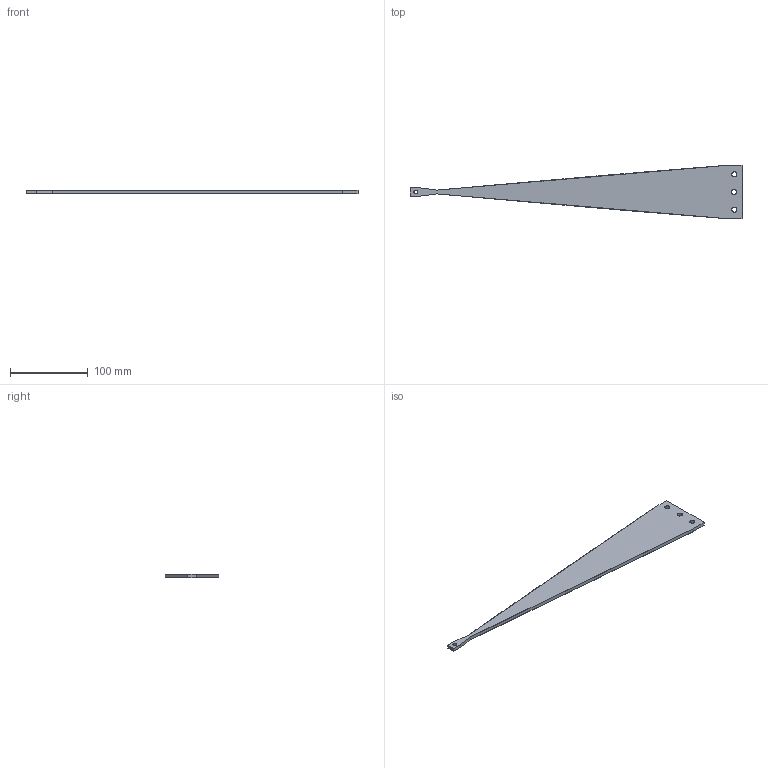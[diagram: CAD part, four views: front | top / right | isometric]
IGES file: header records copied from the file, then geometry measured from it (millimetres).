
Start section: SolidWorks IGES file using analytic representation for surfaces
Global section: file name: D1002753_AdLIGO_AOS_ITM Elliptical Blade.IGS; native system: SolidWorks 2012; preprocessor: SolidWorks 2012; author: tnguyen; date: 120427.140429; units: inch
Bounding box: 428.24 x 68.68 x 4.6 mm (x, y, z)
Surface area: 35826.2 mm2 (no closed solid volume)
Topology: 0 solids, 0 shells, 20 faces, 416 edges, 416 vertices
Faces by surface type: bspline 12, revolution 8
